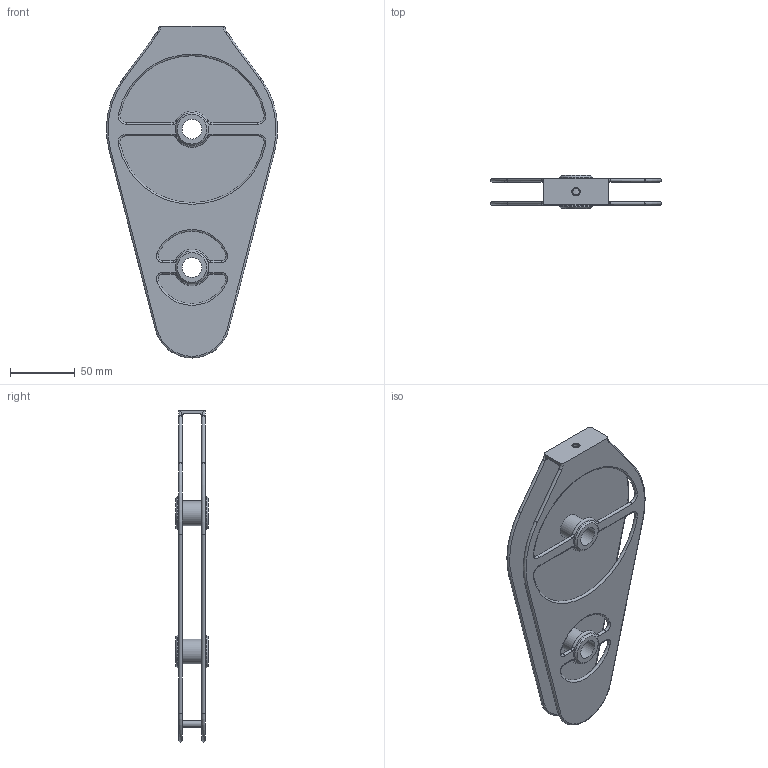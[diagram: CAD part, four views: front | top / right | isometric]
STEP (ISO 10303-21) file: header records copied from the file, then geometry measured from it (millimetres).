
FILE_DESCRIPTION( ( '' ), ' ' );
FILE_NAME( '59d6641a49f3be0f79130fe4.step', '2017-10-05T16:55:54', ( '' ), ( '' ), ' ', ' ', ' ' );
FILE_SCHEMA( ( 'AUTOMOTIVE_DESIGN { 1 0 10303 214 1 1 1 1 }' ) );
Length unit declared in the file: metre
Products named in the file (1): Part 1
Bounding box: 131.96 x 25.4 x 256.18 mm (x, y, z)
Volume: 100415.3 mm3; surface area: 82446.7 mm2
Topology: 1 solids, 1 shells, 83 faces, 235 edges, 154 vertices
Faces by surface type: torus 34, cylinder 32, plane 12, cone 5
Full cylindrical faces by diameter (mm): 5.08 x2, 15.24 x2, 19.05 x2, 25.4 x4
Entity records: 3402 total; most frequent: DIRECTION 532, CARTESIAN_POINT 483, ORIENTED_EDGE 426, AXIS2_PLACEMENT_3D 239, EDGE_CURVE 213, CIRCLE 155, VERTEX_POINT 150, EDGE_LOOP 118
